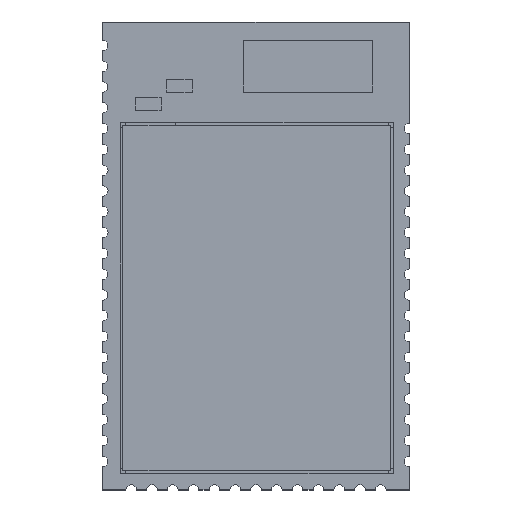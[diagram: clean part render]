
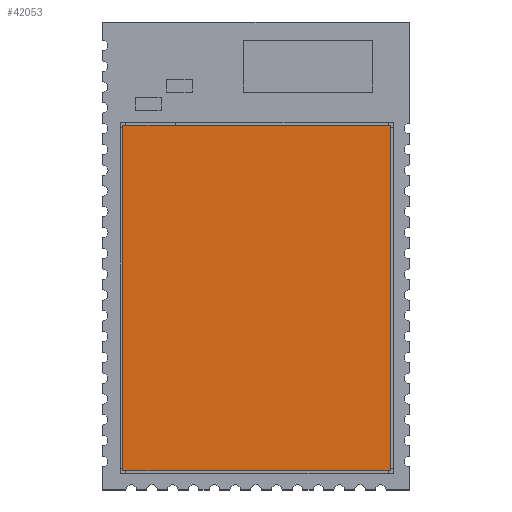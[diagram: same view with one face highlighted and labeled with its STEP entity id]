
A CAD part, top view. The second image highlights one B-rep face of the part: STEP entity #42053.
In plain terms, the highlighted planar face has unit normal (0, 0, 1).
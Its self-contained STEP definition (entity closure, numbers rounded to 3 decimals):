
#41739 = VERTEX_POINT('',#41740);
#41740 = CARTESIAN_POINT('',(-5.15,6.65,0.38));
#41747 = PLANE('',#41748);
#41748 = AXIS2_PLACEMENT_3D('',#41749,#41750,#41751);
#41749 = CARTESIAN_POINT('',(-5.15,6.65,0.));
#41750 = DIRECTION('',(0.,1.,0.));
#41751 = DIRECTION('',(1.,0.,0.));
#41759 = PLANE('',#41760);
#41760 = AXIS2_PLACEMENT_3D('',#41761,#41762,#41763);
#41761 = CARTESIAN_POINT('',(-5.15,-6.65,0.));
#41762 = DIRECTION('',(-1.,0.,0.));
#41763 = DIRECTION('',(0.,1.,0.));
#41771 = EDGE_CURVE('',#41739,#41772,#41774,.T.);
#41772 = VERTEX_POINT('',#41773);
#41773 = CARTESIAN_POINT('',(5.15,6.65,0.38));
#41774 = SURFACE_CURVE('',#41775,(#41779,#41786),.PCURVE_S1.);
#41775 = LINE('',#41776,#41777);
#41776 = CARTESIAN_POINT('',(-5.15,6.65,0.38));
#41777 = VECTOR('',#41778,1.);
#41778 = DIRECTION('',(1.,0.,0.));
#41779 = PCURVE('',#41747,#41780);
#41780 = DEFINITIONAL_REPRESENTATION('',(#41781),#41785);
#41781 = LINE('',#41782,#41783);
#41782 = CARTESIAN_POINT('',(0.,-0.38));
#41783 = VECTOR('',#41784,1.);
#41784 = DIRECTION('',(1.,0.));
#41785 = ( GEOMETRIC_REPRESENTATION_CONTEXT(2) 
PARAMETRIC_REPRESENTATION_CONTEXT() REPRESENTATION_CONTEXT('2D SPACE',''
  ) );
#41786 = PCURVE('',#41787,#41792);
#41787 = PLANE('',#41788);
#41788 = AXIS2_PLACEMENT_3D('',#41789,#41790,#41791);
#41789 = CARTESIAN_POINT('',(-5.15,6.65,0.38));
#41790 = DIRECTION('',(0.,0.,1.));
#41791 = DIRECTION('',(1.,0.,0.));
#41792 = DEFINITIONAL_REPRESENTATION('',(#41793),#41797);
#41793 = LINE('',#41794,#41795);
#41794 = CARTESIAN_POINT('',(0.,0.));
#41795 = VECTOR('',#41796,1.);
#41796 = DIRECTION('',(1.,0.));
#41797 = ( GEOMETRIC_REPRESENTATION_CONTEXT(2) 
PARAMETRIC_REPRESENTATION_CONTEXT() REPRESENTATION_CONTEXT('2D SPACE',''
  ) );
#41815 = PLANE('',#41816);
#41816 = AXIS2_PLACEMENT_3D('',#41817,#41818,#41819);
#41817 = CARTESIAN_POINT('',(5.15,6.65,0.));
#41818 = DIRECTION('',(1.,0.,0.));
#41819 = DIRECTION('',(0.,-1.,0.));
#41857 = EDGE_CURVE('',#41772,#41858,#41860,.T.);
#41858 = VERTEX_POINT('',#41859);
#41859 = CARTESIAN_POINT('',(5.15,-6.65,0.38));
#41860 = SURFACE_CURVE('',#41861,(#41865,#41872),.PCURVE_S1.);
#41861 = LINE('',#41862,#41863);
#41862 = CARTESIAN_POINT('',(5.15,6.65,0.38));
#41863 = VECTOR('',#41864,1.);
#41864 = DIRECTION('',(0.,-1.,0.));
#41865 = PCURVE('',#41815,#41866);
#41866 = DEFINITIONAL_REPRESENTATION('',(#41867),#41871);
#41867 = LINE('',#41868,#41869);
#41868 = CARTESIAN_POINT('',(0.,-0.38));
#41869 = VECTOR('',#41870,1.);
#41870 = DIRECTION('',(1.,0.));
#41871 = ( GEOMETRIC_REPRESENTATION_CONTEXT(2) 
PARAMETRIC_REPRESENTATION_CONTEXT() REPRESENTATION_CONTEXT('2D SPACE',''
  ) );
#41872 = PCURVE('',#41787,#41873);
#41873 = DEFINITIONAL_REPRESENTATION('',(#41874),#41878);
#41874 = LINE('',#41875,#41876);
#41875 = CARTESIAN_POINT('',(10.3,0.));
#41876 = VECTOR('',#41877,1.);
#41877 = DIRECTION('',(0.,-1.));
#41878 = ( GEOMETRIC_REPRESENTATION_CONTEXT(2) 
PARAMETRIC_REPRESENTATION_CONTEXT() REPRESENTATION_CONTEXT('2D SPACE',''
  ) );
#41896 = PLANE('',#41897);
#41897 = AXIS2_PLACEMENT_3D('',#41898,#41899,#41900);
#41898 = CARTESIAN_POINT('',(5.15,-6.65,0.));
#41899 = DIRECTION('',(0.,-1.,0.));
#41900 = DIRECTION('',(-1.,0.,0.));
#41933 = EDGE_CURVE('',#41858,#41934,#41936,.T.);
#41934 = VERTEX_POINT('',#41935);
#41935 = CARTESIAN_POINT('',(-5.15,-6.65,0.38));
#41936 = SURFACE_CURVE('',#41937,(#41941,#41948),.PCURVE_S1.);
#41937 = LINE('',#41938,#41939);
#41938 = CARTESIAN_POINT('',(5.15,-6.65,0.38));
#41939 = VECTOR('',#41940,1.);
#41940 = DIRECTION('',(-1.,0.,0.));
#41941 = PCURVE('',#41896,#41942);
#41942 = DEFINITIONAL_REPRESENTATION('',(#41943),#41947);
#41943 = LINE('',#41944,#41945);
#41944 = CARTESIAN_POINT('',(0.,-0.38));
#41945 = VECTOR('',#41946,1.);
#41946 = DIRECTION('',(1.,0.));
#41947 = ( GEOMETRIC_REPRESENTATION_CONTEXT(2) 
PARAMETRIC_REPRESENTATION_CONTEXT() REPRESENTATION_CONTEXT('2D SPACE',''
  ) );
#41948 = PCURVE('',#41787,#41949);
#41949 = DEFINITIONAL_REPRESENTATION('',(#41950),#41954);
#41950 = LINE('',#41951,#41952);
#41951 = CARTESIAN_POINT('',(10.3,-13.3));
#41952 = VECTOR('',#41953,1.);
#41953 = DIRECTION('',(-1.,0.));
#41954 = ( GEOMETRIC_REPRESENTATION_CONTEXT(2) 
PARAMETRIC_REPRESENTATION_CONTEXT() REPRESENTATION_CONTEXT('2D SPACE',''
  ) );
#42004 = EDGE_CURVE('',#41934,#41739,#42005,.T.);
#42005 = SURFACE_CURVE('',#42006,(#42010,#42017),.PCURVE_S1.);
#42006 = LINE('',#42007,#42008);
#42007 = CARTESIAN_POINT('',(-5.15,-6.65,0.38));
#42008 = VECTOR('',#42009,1.);
#42009 = DIRECTION('',(0.,1.,0.));
#42010 = PCURVE('',#41759,#42011);
#42011 = DEFINITIONAL_REPRESENTATION('',(#42012),#42016);
#42012 = LINE('',#42013,#42014);
#42013 = CARTESIAN_POINT('',(0.,-0.38));
#42014 = VECTOR('',#42015,1.);
#42015 = DIRECTION('',(1.,0.));
#42016 = ( GEOMETRIC_REPRESENTATION_CONTEXT(2) 
PARAMETRIC_REPRESENTATION_CONTEXT() REPRESENTATION_CONTEXT('2D SPACE',''
  ) );
#42017 = PCURVE('',#41787,#42018);
#42018 = DEFINITIONAL_REPRESENTATION('',(#42019),#42023);
#42019 = LINE('',#42020,#42021);
#42020 = CARTESIAN_POINT('',(0.,-13.3));
#42021 = VECTOR('',#42022,1.);
#42022 = DIRECTION('',(0.,1.));
#42023 = ( GEOMETRIC_REPRESENTATION_CONTEXT(2) 
PARAMETRIC_REPRESENTATION_CONTEXT() REPRESENTATION_CONTEXT('2D SPACE',''
  ) );
#42053 = ADVANCED_FACE('',(#42054),#41787,.T.);
#42054 = FACE_BOUND('',#42055,.F.);
#42055 = EDGE_LOOP('',(#42056,#42057,#42058,#42059));
#42056 = ORIENTED_EDGE('',*,*,#41771,.T.);
#42057 = ORIENTED_EDGE('',*,*,#41857,.T.);
#42058 = ORIENTED_EDGE('',*,*,#41933,.T.);
#42059 = ORIENTED_EDGE('',*,*,#42004,.T.);
